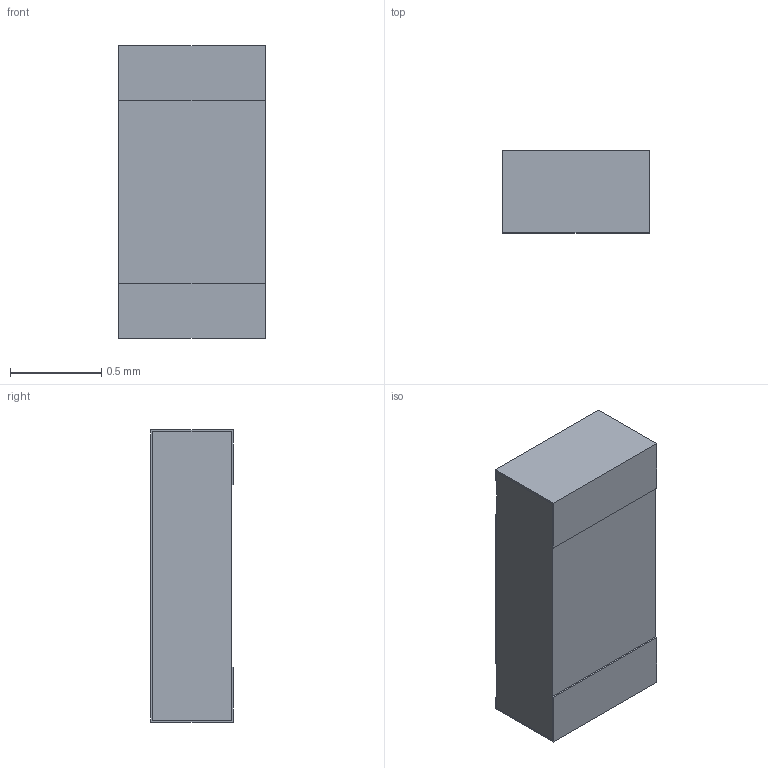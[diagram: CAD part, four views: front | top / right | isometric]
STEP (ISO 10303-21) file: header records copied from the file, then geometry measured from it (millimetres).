
FILE_DESCRIPTION (( 'STEP AP214' ), '1' );
FILE_NAME ('ADC5BD9F-8500-44DB-AF1E-6D611F785A1C.STEP', '2025-04-18T10:25:54', ( '' ), ( '' ), 'SwSTEP 2.0', 'SolidWorks 2022', '' );
FILE_SCHEMA (( 'AUTOMOTIVE_DESIGN' ));
Length unit declared in the file: millimetre
Products named in the file (1): ADC5BD9F-8500-44DB-AF1E-6D611F785A1C
Bounding box: 0.8 x 0.45 x 1.6 mm (x, y, z)
Volume: 0.6 mm3; surface area: 9.5 mm2
Topology: 4 solids, 4 shells, 100 faces, 255 edges, 170 vertices
Faces by surface type: plane 51, bspline 49
Entity records: 6239 total; most frequent: CARTESIAN_POINT 3615, ORIENTED_EDGE 510, DIRECTION 261, EDGE_CURVE 255, VERTEX_POINT 170, LINE 157, VECTOR 157, EDGE_LOOP 107
